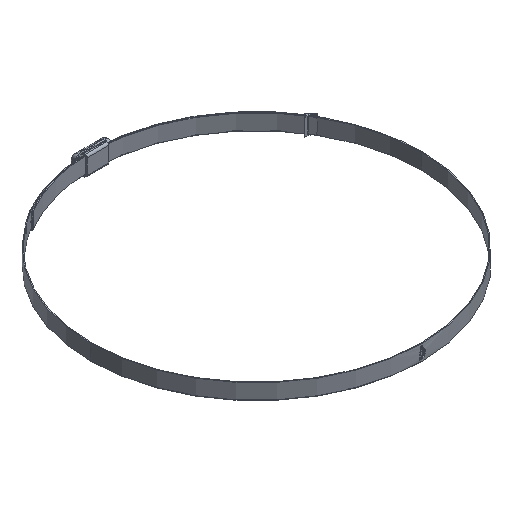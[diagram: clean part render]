
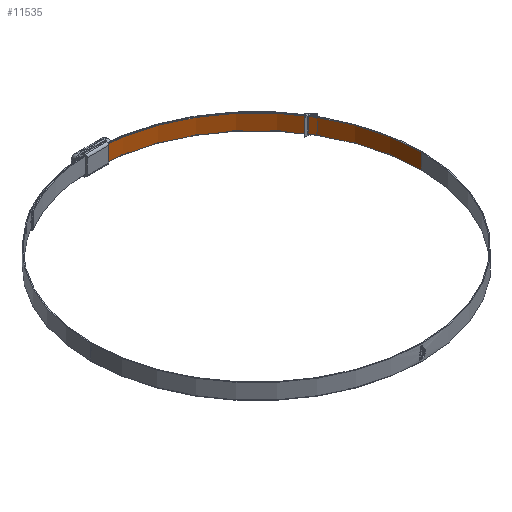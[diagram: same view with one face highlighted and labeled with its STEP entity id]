
A CAD part, isometric view. The second image highlights one B-rep face of the part: STEP entity #11535.
In plain terms, the highlighted cylindrical face has radius 170 mm (diameter 340 mm), a partial arc.
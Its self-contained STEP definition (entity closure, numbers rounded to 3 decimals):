
#113 = DIRECTION ( 'NONE',  ( 1., 0., 0. ) ) ;
#660 = CIRCLE ( 'NONE', #7037, 170. ) ;
#724 = EDGE_CURVE ( 'NONE', #1743, #2544, #6437, .T. ) ;
#1143 = CARTESIAN_POINT ( 'NONE',  ( 170., 0., -8. ) ) ;
#1225 = CYLINDRICAL_SURFACE ( 'NONE', #8121, 170. ) ;
#1743 = VERTEX_POINT ( 'NONE', #4070 ) ;
#1996 = DIRECTION ( 'NONE',  ( -1., 0., 0. ) ) ;
#2544 = VERTEX_POINT ( 'NONE', #6165 ) ;
#2566 = LINE ( 'NONE', #6150, #9451 ) ;
#2624 = DIRECTION ( 'NONE',  ( 0., 0., 1. ) ) ;
#2685 = DIRECTION ( 'NONE',  ( 0., 0., 1. ) ) ;
#2757 = VECTOR ( 'NONE', #2685, 1000. ) ;
#2915 = CARTESIAN_POINT ( 'NONE',  ( 0., 0., -8. ) ) ;
#3249 = ORIENTED_EDGE ( 'NONE', *, *, #11017, .T. ) ;
#3264 = ORIENTED_EDGE ( 'NONE', *, *, #724, .F. ) ;
#3323 = EDGE_CURVE ( 'NONE', #2544, #9532, #660, .T. ) ;
#3363 = ORIENTED_EDGE ( 'NONE', *, *, #3323, .F. ) ;
#3573 = EDGE_CURVE ( 'NONE', #1743, #6527, #10651, .T. ) ;
#4070 = CARTESIAN_POINT ( 'NONE',  ( 0., 170., -8. ) ) ;
#5324 = AXIS2_PLACEMENT_3D ( 'NONE', #6458, #10066, #1996 ) ;
#6150 = CARTESIAN_POINT ( 'NONE',  ( 170., 0., -8. ) ) ;
#6165 = CARTESIAN_POINT ( 'NONE',  ( 0., 170., 8. ) ) ;
#6284 = DIRECTION ( 'NONE',  ( 0., 0., -1. ) ) ;
#6437 = LINE ( 'NONE', #8037, #2757 ) ;
#6458 = CARTESIAN_POINT ( 'NONE',  ( 0., 0., -8. ) ) ;
#6527 = VERTEX_POINT ( 'NONE', #1143 ) ;
#6567 = DIRECTION ( 'NONE',  ( 0., 0., 1. ) ) ;
#7037 = AXIS2_PLACEMENT_3D ( 'NONE', #9666, #6284, #9841 ) ;
#7414 = CARTESIAN_POINT ( 'NONE',  ( 170., 0., 8. ) ) ;
#8037 = CARTESIAN_POINT ( 'NONE',  ( 0., 170., -8. ) ) ;
#8121 = AXIS2_PLACEMENT_3D ( 'NONE', #2915, #6567, #113 ) ;
#9235 = FACE_OUTER_BOUND ( 'NONE', #11469, .T. ) ;
#9451 = VECTOR ( 'NONE', #2624, 1000. ) ;
#9532 = VERTEX_POINT ( 'NONE', #7414 ) ;
#9666 = CARTESIAN_POINT ( 'NONE',  ( 0., 0., 8. ) ) ;
#9841 = DIRECTION ( 'NONE',  ( -1., 0., 0. ) ) ;
#10066 = DIRECTION ( 'NONE',  ( 0., 0., -1. ) ) ;
#10244 = ORIENTED_EDGE ( 'NONE', *, *, #3573, .T. ) ;
#10651 = CIRCLE ( 'NONE', #5324, 170. ) ;
#11017 = EDGE_CURVE ( 'NONE', #6527, #9532, #2566, .T. ) ;
#11469 = EDGE_LOOP ( 'NONE', ( #10244, #3249, #3363, #3264 ) ) ;
#11535 = ADVANCED_FACE ( 'NONE', ( #9235 ), #1225, .F. ) ;
